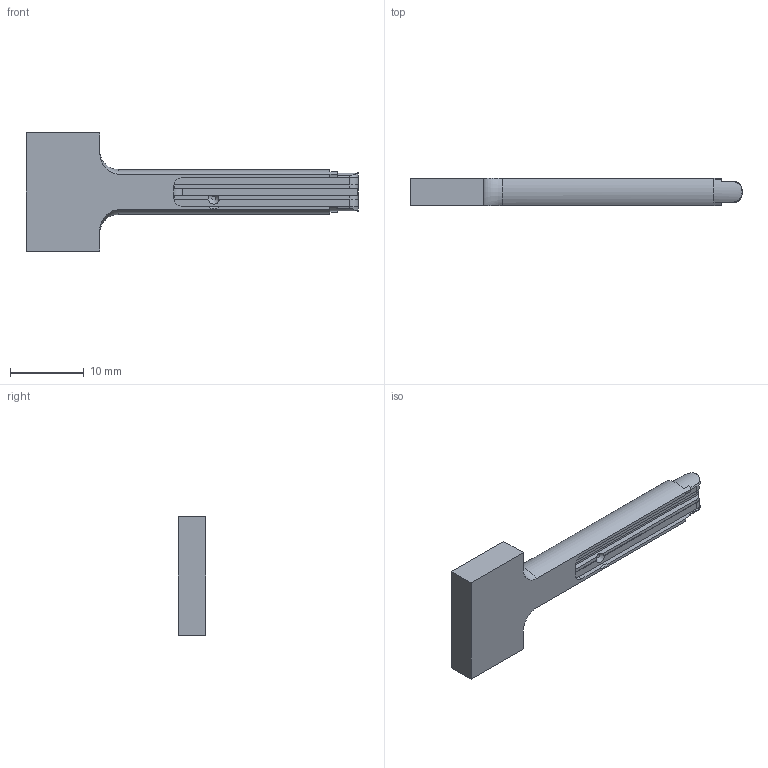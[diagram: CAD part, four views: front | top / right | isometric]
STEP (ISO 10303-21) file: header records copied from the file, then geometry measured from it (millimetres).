
FILE_DESCRIPTION(/* description */ (''),/* implementation_level */ '2;1');
FILE_NAME(/* name */ 'sento blank.step',/* time_stamp */ '2025-12-09T11:01:34+01:00',/* author */ (''),/* organization */ (''),/* preprocessor_version */ 'ST-DEVELOPER v20.1',/* originating_system */ 'Autodesk Translation Framework v14.21.0.0',/* authorisation */ '');
FILE_SCHEMA (('AUTOMOTIVE_DESIGN { 1 0 10303 214 3 1 1 }'));
Length unit declared in the file: millimetre
Products named in the file (1): sento 2
Bounding box: 45 x 3.7 x 16 mm (x, y, z)
Volume: 1163.9 mm3; surface area: 1245.1 mm2
Topology: 1 solids, 1 shells, 80 faces, 230 edges, 152 vertices
Faces by surface type: plane 52, cylinder 22, cone 4, torus 2
Entity records: 2721 total; most frequent: CARTESIAN_POINT 559, ORIENTED_EDGE 460, DIRECTION 446, EDGE_CURVE 230, VERTEX_POINT 152, AXIS2_PLACEMENT_3D 151, LINE 144, VECTOR 144
